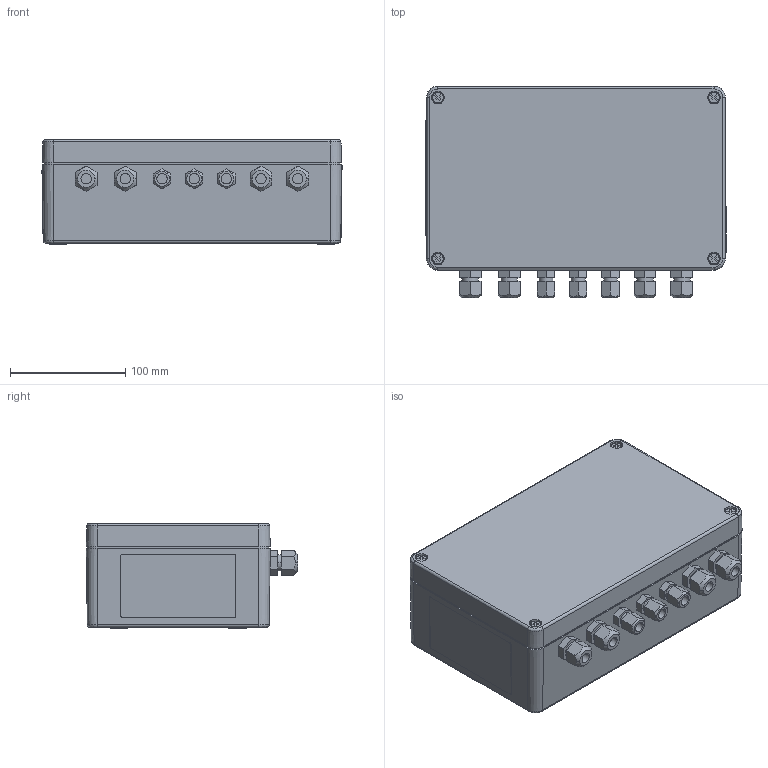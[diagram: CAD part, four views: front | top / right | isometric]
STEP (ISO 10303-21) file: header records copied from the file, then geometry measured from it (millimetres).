
FILE_DESCRIPTION (( 'STEP AP214' ), '1' );
FILE_NAME ('EMIS4_P8000008262.STEP', '2015-02-18T11:57:16', ( 'Admin1' ), ( '' ), 'SwSTEP 2.0', 'SolidWorks 2014', '' );
FILE_SCHEMA (( 'AUTOMOTIVE_DESIGN' ));
Length unit declared in the file: millimetre
Products named in the file (1): EMIS4_P8000008262
Bounding box: 260.91 x 183.98 x 91 mm (x, y, z)
Surface area: 193999.5 mm2 (no closed solid volume)
Topology: 0 solids, 22 shells, 322 faces, 915 edges, 619 vertices
Faces by surface type: plane 213, cylinder 47, cone 38, bspline 24
Entity records: 15948 total; most frequent: CARTESIAN_POINT 4329, ORIENTED_EDGE 1588, DIRECTION 1578, EDGE_CURVE 915, VERTEX_POINT 619, VECTOR 594, LINE 594, AXIS2_PLACEMENT_3D 492
